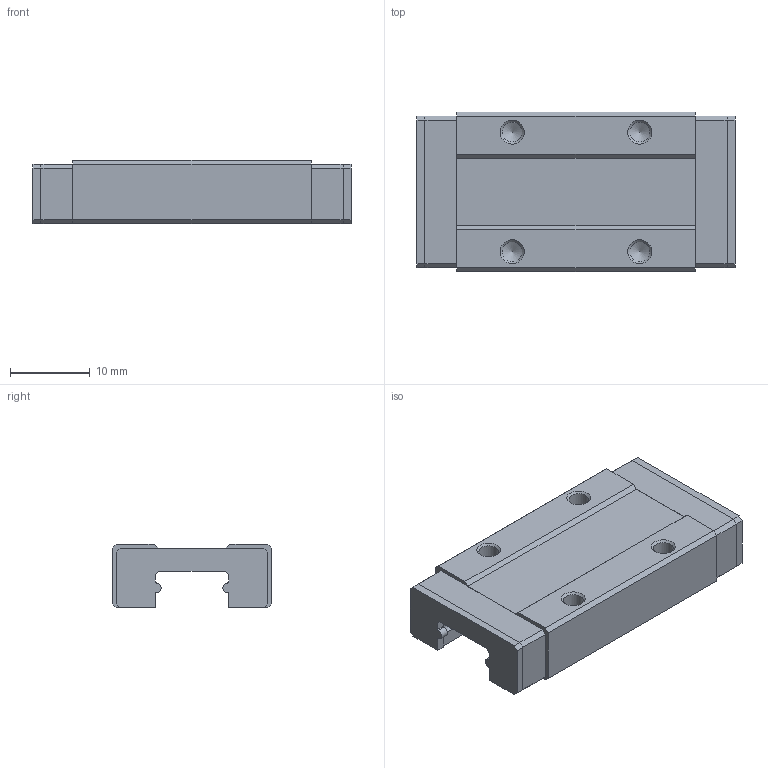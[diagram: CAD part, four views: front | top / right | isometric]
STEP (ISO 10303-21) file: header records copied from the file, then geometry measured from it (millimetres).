
FILE_DESCRIPTION(('FreeCAD Model'),'2;1');
FILE_NAME('mgn9h.step', '2019-02-23T13:52:30',('Author'),(''), 'Open CASCADE STEP processor 7.3','FreeCAD','Unknown');
FILE_SCHEMA(('AUTOMOTIVE_DESIGN { 1 0 10303 214 1 1 1 1 }'));
Length unit declared in the file: millimetre
Products named in the file (6): MGN9H; main; mid001; mid002; cap001; cap002
Assembly tree (5 placements, depth 2):
  MGN9H
    main
    mid001
    mid002
    cap001
    cap002
Bounding box: 39.9 x 20 x 8 mm (x, y, z)
Volume: 4143.9 mm3; surface area: 3701.8 mm2
Topology: 5 solids, 5 shells, 124 faces, 334 edges, 220 vertices
Faces by surface type: plane 94, cylinder 22, cone 8
Full cylindrical faces by diameter (mm): 2.5 x4
Entity records: 8299 total; most frequent: CARTESIAN_POINT 1424, DIRECTION 1284, LINE 902, VECTOR 902, ORIENTED_EDGE 660, PCURVE 660, DEFINITIONAL_REPRESENTATION 660, EDGE_CURVE 330
